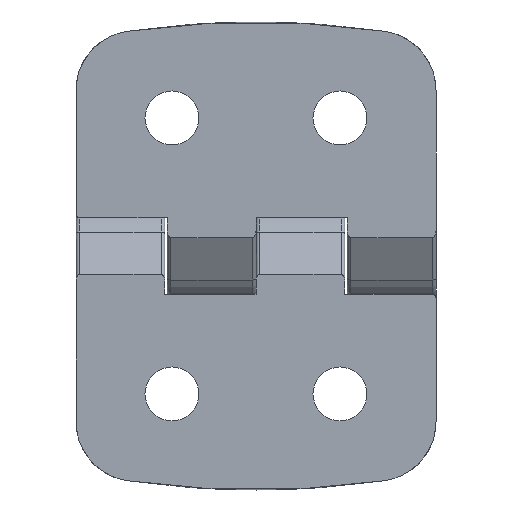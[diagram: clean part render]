
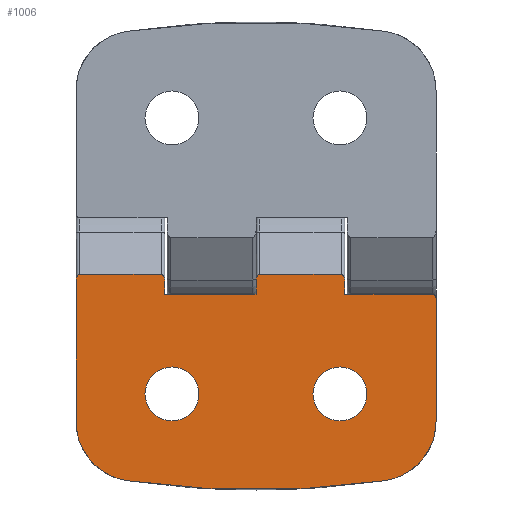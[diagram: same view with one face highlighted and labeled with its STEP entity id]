
A CAD part, front view. The second image highlights one B-rep face of the part: STEP entity #1006.
In plain terms, the highlighted planar face has unit normal (0, -1, 0).
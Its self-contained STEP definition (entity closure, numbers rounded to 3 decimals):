
#27=PLANE('',#1094);
#41=ELLIPSE('',#1095,0.6,0.3);
#42=ELLIPSE('',#1096,0.6,0.3);
#43=ELLIPSE('',#1097,0.6,0.3);
#44=ELLIPSE('',#1098,0.6,0.3);
#45=ELLIPSE('',#1101,0.312,0.3);
#77=LINE('',#1756,#117);
#78=LINE('',#1760,#118);
#79=LINE('',#1764,#119);
#80=LINE('',#1766,#120);
#81=LINE('',#1768,#121);
#82=LINE('',#1772,#122);
#83=LINE('',#1776,#123);
#84=LINE('',#1781,#124);
#85=LINE('',#1784,#125);
#117=VECTOR('',#1244,1.074);
#118=VECTOR('',#1247,6.8);
#119=VECTOR('',#1250,1.074);
#120=VECTOR('',#1251,7.6);
#121=VECTOR('',#1252,1.074);
#122=VECTOR('',#1255,6.8);
#123=VECTOR('',#1258,11.656);
#124=VECTOR('',#1263,10.27);
#125=VECTOR('',#1266,7.3);
#180=FACE_BOUND('',#321,.T.);
#181=FACE_BOUND('',#322,.T.);
#251=FACE_OUTER_BOUND('',#320,.T.);
#320=EDGE_LOOP('',(#751,#752,#753,#754,#755,#756,#757,#758,#759,#760,#761,
#762,#763,#764,#765,#766,#767));
#321=EDGE_LOOP('',(#768));
#322=EDGE_LOOP('',(#769));
#379=CIRCLE('',#1066,2.25);
#380=CIRCLE('',#1068,2.25);
#389=CIRCLE('',#1081,75.);
#398=CIRCLE('',#1099,5.);
#399=CIRCLE('',#1100,5.);
#441=VERTEX_POINT('',#1544);
#442=VERTEX_POINT('',#1547);
#454=VERTEX_POINT('',#1584);
#455=VERTEX_POINT('',#1586);
#478=VERTEX_POINT('',#1754);
#479=VERTEX_POINT('',#1755);
#480=VERTEX_POINT('',#1757);
#481=VERTEX_POINT('',#1759);
#482=VERTEX_POINT('',#1761);
#483=VERTEX_POINT('',#1763);
#484=VERTEX_POINT('',#1765);
#485=VERTEX_POINT('',#1767);
#486=VERTEX_POINT('',#1769);
#487=VERTEX_POINT('',#1771);
#488=VERTEX_POINT('',#1773);
#489=VERTEX_POINT('',#1775);
#490=VERTEX_POINT('',#1778);
#491=VERTEX_POINT('',#1780);
#492=VERTEX_POINT('',#1782);
#540=EDGE_CURVE('',#441,#441,#379,.T.);
#541=EDGE_CURVE('',#442,#442,#380,.T.);
#553=EDGE_CURVE('',#454,#455,#389,.T.);
#581=EDGE_CURVE('',#478,#479,#77,.T.);
#582=EDGE_CURVE('',#478,#480,#41,.T.);
#583=EDGE_CURVE('',#480,#481,#78,.T.);
#584=EDGE_CURVE('',#481,#482,#42,.T.);
#585=EDGE_CURVE('',#482,#483,#79,.T.);
#586=EDGE_CURVE('',#484,#483,#80,.T.);
#587=EDGE_CURVE('',#485,#484,#81,.T.);
#588=EDGE_CURVE('',#485,#486,#43,.T.);
#589=EDGE_CURVE('',#486,#487,#82,.T.);
#590=EDGE_CURVE('',#487,#488,#44,.T.);
#591=EDGE_CURVE('',#488,#489,#83,.T.);
#592=EDGE_CURVE('',#455,#489,#398,.T.);
#593=EDGE_CURVE('',#490,#454,#399,.T.);
#594=EDGE_CURVE('',#491,#490,#84,.T.);
#595=EDGE_CURVE('',#491,#492,#45,.T.);
#596=EDGE_CURVE('',#492,#479,#85,.T.);
#751=ORIENTED_EDGE('',*,*,#581,.F.);
#752=ORIENTED_EDGE('',*,*,#582,.T.);
#753=ORIENTED_EDGE('',*,*,#583,.T.);
#754=ORIENTED_EDGE('',*,*,#584,.T.);
#755=ORIENTED_EDGE('',*,*,#585,.T.);
#756=ORIENTED_EDGE('',*,*,#586,.F.);
#757=ORIENTED_EDGE('',*,*,#587,.F.);
#758=ORIENTED_EDGE('',*,*,#588,.T.);
#759=ORIENTED_EDGE('',*,*,#589,.T.);
#760=ORIENTED_EDGE('',*,*,#590,.T.);
#761=ORIENTED_EDGE('',*,*,#591,.T.);
#762=ORIENTED_EDGE('',*,*,#592,.F.);
#763=ORIENTED_EDGE('',*,*,#553,.F.);
#764=ORIENTED_EDGE('',*,*,#593,.F.);
#765=ORIENTED_EDGE('',*,*,#594,.F.);
#766=ORIENTED_EDGE('',*,*,#595,.T.);
#767=ORIENTED_EDGE('',*,*,#596,.T.);
#768=ORIENTED_EDGE('',*,*,#540,.F.);
#769=ORIENTED_EDGE('',*,*,#541,.F.);
#1006=ADVANCED_FACE('',(#251,#180,#181),#27,.T.);
#1066=AXIS2_PLACEMENT_3D('',#1545,#1180,#1181);
#1068=AXIS2_PLACEMENT_3D('',#1548,#1184,#1185);
#1081=AXIS2_PLACEMENT_3D('',#1587,#1211,#1212);
#1094=AXIS2_PLACEMENT_3D('',#1753,#1242,#1243);
#1095=AXIS2_PLACEMENT_3D('',#1758,#1245,#1246);
#1096=AXIS2_PLACEMENT_3D('',#1762,#1248,#1249);
#1097=AXIS2_PLACEMENT_3D('',#1770,#1253,#1254);
#1098=AXIS2_PLACEMENT_3D('',#1774,#1256,#1257);
#1099=AXIS2_PLACEMENT_3D('',#1777,#1259,#1260);
#1100=AXIS2_PLACEMENT_3D('',#1779,#1261,#1262);
#1101=AXIS2_PLACEMENT_3D('',#1783,#1264,#1265);
#1180=DIRECTION('center_axis',(0.,-1.,0.));
#1181=DIRECTION('ref_axis',(0.,0.,1.));
#1184=DIRECTION('center_axis',(0.,-1.,0.));
#1185=DIRECTION('ref_axis',(0.,0.,-1.));
#1211=DIRECTION('center_axis',(0.,1.,0.));
#1212=DIRECTION('ref_axis',(0.,0.,-1.));
#1242=DIRECTION('center_axis',(0.,-1.,0.));
#1243=DIRECTION('ref_axis',(0.,0.,1.));
#1244=DIRECTION('',(0.,0.,-1.));
#1245=DIRECTION('center_axis',(0.,-1.,0.));
#1246=DIRECTION('ref_axis',(0.,0.,-1.));
#1247=DIRECTION('',(-1.,0.,0.));
#1248=DIRECTION('center_axis',(0.,-1.,0.));
#1249=DIRECTION('ref_axis',(0.,0.,
-1.));
#1250=DIRECTION('',(0.,0.,-1.));
#1251=DIRECTION('',(1.,0.,0.));
#1252=DIRECTION('',(0.,0.,-1.));
#1253=DIRECTION('center_axis',(0.,-1.,0.));
#1254=DIRECTION('ref_axis',(0.,0.,
-1.));
#1255=DIRECTION('',(-1.,0.,0.));
#1256=DIRECTION('center_axis',(0.,-1.,0.));
#1257=DIRECTION('ref_axis',(0.,0.,
-1.));
#1258=DIRECTION('',(0.,0.,-1.));
#1259=DIRECTION('center_axis',(0.,1.,0.));
#1260=DIRECTION('ref_axis',(0.,0.,-1.));
#1261=DIRECTION('center_axis',(0.,1.,0.));
#1262=DIRECTION('ref_axis',(0.,0.,1.));
#1263=DIRECTION('',(0.,0.,-1.));
#1264=DIRECTION('center_axis',(0.,-1.,0.));
#1265=DIRECTION('ref_axis',(0.,0.,-1.));
#1266=DIRECTION('',(-1.,0.,0.));
#1544=CARTESIAN_POINT('',(-7.,0.,-13.75));
#1545=CARTESIAN_POINT('Origin',(-7.,0.,-11.5));
#1547=CARTESIAN_POINT('',(7.,0.,-13.75));
#1548=CARTESIAN_POINT('Origin',(7.,0.,-11.5));
#1584=CARTESIAN_POINT('',(10.714,0.,-18.731));
#1586=CARTESIAN_POINT('',(-10.714,0.,-18.731));
#1587=CARTESIAN_POINT('Origin',(0.,0.,55.5));
#1753=CARTESIAN_POINT('Origin',(15.,0.,-19.5));
#1754=CARTESIAN_POINT('',(7.4,0.,-2.126));
#1755=CARTESIAN_POINT('',(7.4,0.,-3.2));
#1756=CARTESIAN_POINT('',(7.4,0.,5.07));
#1757=CARTESIAN_POINT('',(7.1,0.,-1.526));
#1758=CARTESIAN_POINT('Origin',(7.1,0.,-2.126));
#1759=CARTESIAN_POINT('',(0.3,0.,-1.526));
#1760=CARTESIAN_POINT('',(15.,0.,-1.526));
#1761=CARTESIAN_POINT('',(0.,0.,-2.126));
#1762=CARTESIAN_POINT('Origin',(0.3,0.,-2.126));
#1763=CARTESIAN_POINT('',(0.,0.,-3.2));
#1764=CARTESIAN_POINT('',(0.,0.,5.07));
#1765=CARTESIAN_POINT('',(-7.6,0.,-3.2));
#1766=CARTESIAN_POINT('',(-7.6,0.,-3.2));
#1767=CARTESIAN_POINT('',(-7.6,0.,-2.126));
#1768=CARTESIAN_POINT('',(-7.6,0.,5.07));
#1769=CARTESIAN_POINT('',(-7.9,0.,-1.526));
#1770=CARTESIAN_POINT('Origin',(-7.9,0.,
-2.126));
#1771=CARTESIAN_POINT('',(-14.7,0.,-1.526));
#1772=CARTESIAN_POINT('',(15.,0.,-1.526));
#1773=CARTESIAN_POINT('',(-15.,0.,-2.126));
#1774=CARTESIAN_POINT('Origin',(-14.7,0.,-2.126));
#1775=CARTESIAN_POINT('',(-15.,0.,-13.782));
#1776=CARTESIAN_POINT('',(-15.,0.,-1.75));
#1777=CARTESIAN_POINT('Origin',(-10.,0.,-13.782));
#1778=CARTESIAN_POINT('',(15.,0.,-13.782));
#1779=CARTESIAN_POINT('Origin',(10.,0.,-13.782));
#1780=CARTESIAN_POINT('',(15.,0.,-3.512));
#1781=CARTESIAN_POINT('',(15.,0.,-1.75));
#1782=CARTESIAN_POINT('',(14.7,0.,-3.2));
#1783=CARTESIAN_POINT('Origin',(14.7,0.,-3.512));
#1784=CARTESIAN_POINT('',(15.216,0.,-3.2));
